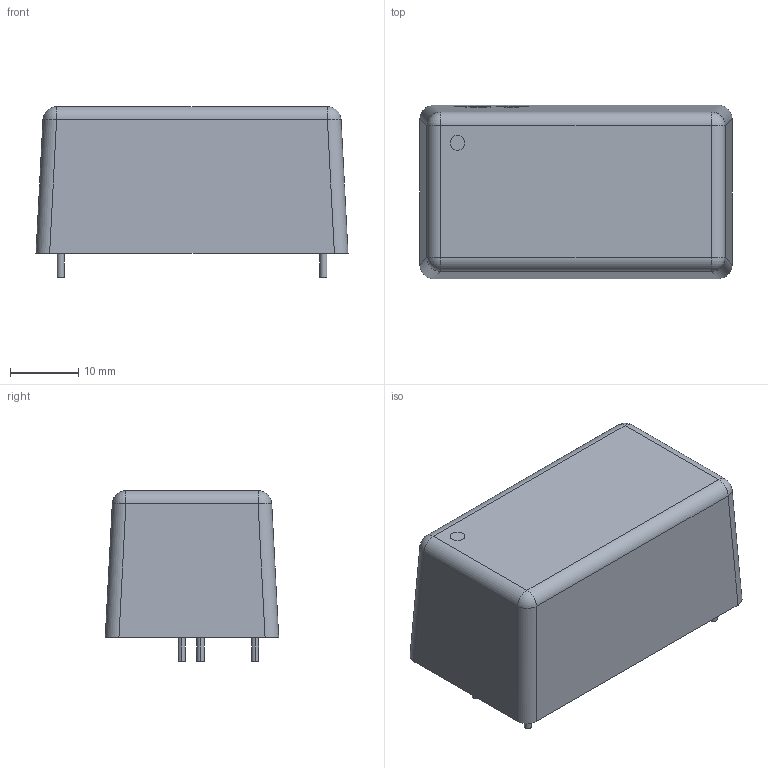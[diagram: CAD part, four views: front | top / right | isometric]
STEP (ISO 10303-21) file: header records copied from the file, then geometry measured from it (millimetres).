
FILE_DESCRIPTION (( 'STEP AP214' ), '1' );
FILE_NAME ('PWRM-TH_4P-L45.7-W25.4-P8.0.step', '2022-07-09T10:46:16', ( '' ), ( '' ), 'SwSTEP 2.0', 'SolidWorks 2020', '' );
FILE_SCHEMA (( 'AUTOMOTIVE_DESIGN' ));
Length unit declared in the file: millimetre
Products named in the file (1): PWRM-TH_4P-L45.7-W25.4-P8.0
Bounding box: 45.7 x 25.4 x 25 mm (x, y, z)
Volume: 22110.3 mm3; surface area: 5150.1 mm2
Topology: 1 solids, 1 shells, 341 faces, 909 edges, 602 vertices
Faces by surface type: plane 203, bspline 116, cylinder 18, sphere 4
Entity records: 15592 total; most frequent: CARTESIAN_POINT 4093, ORIENTED_EDGE 1818, DIRECTION 1153, EDGE_CURVE 909, VECTOR 637, LINE 637, VERTEX_POINT 602, EDGE_LOOP 373
